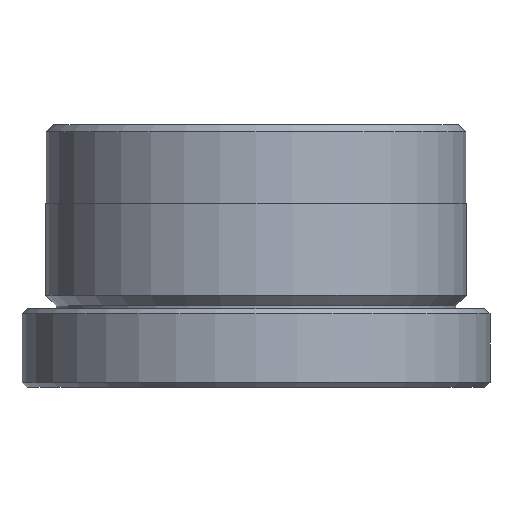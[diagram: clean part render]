
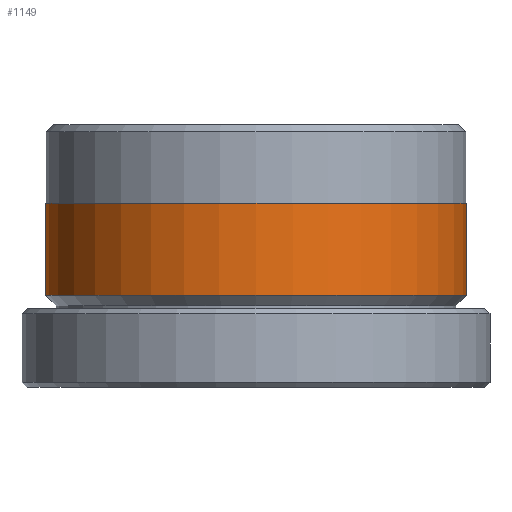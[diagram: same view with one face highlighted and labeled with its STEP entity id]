
A CAD part, front view. The second image highlights one B-rep face of the part: STEP entity #1149.
In plain terms, the highlighted cylindrical face has radius 8 mm (diameter 16 mm), a partial arc.
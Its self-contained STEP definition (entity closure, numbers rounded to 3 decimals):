
#190 = ORIENTED_EDGE ( 'NONE', *, *, #1747, .F. ) ;
#385 = DIRECTION ( 'NONE',  ( 0., 0., 1. ) ) ;
#387 = DIRECTION ( 'NONE',  ( 0., 0., -1. ) ) ;
#732 = VERTEX_POINT ( 'NONE', #1658 ) ;
#755 = ORIENTED_EDGE ( 'NONE', *, *, #1779, .F. ) ;
#809 = FACE_OUTER_BOUND ( 'NONE', #1952, .T. ) ;
#841 = AXIS2_PLACEMENT_3D ( 'NONE', #2180, #387, #920 ) ;
#900 = CIRCLE ( 'NONE', #1280, 8. ) ;
#919 = CARTESIAN_POINT ( 'NONE',  ( 8., 0., 7. ) ) ;
#920 = DIRECTION ( 'NONE',  ( -1., 0., 0. ) ) ;
#1029 = CARTESIAN_POINT ( 'NONE',  ( 8., 0., 10. ) ) ;
#1061 = EDGE_CURVE ( 'NONE', #1831, #1957, #1733, .T. ) ;
#1073 = EDGE_CURVE ( 'NONE', #732, #1121, #2208, .T. ) ;
#1097 = CARTESIAN_POINT ( 'NONE',  ( -8., 0., 3.5 ) ) ;
#1121 = VERTEX_POINT ( 'NONE', #1097 ) ;
#1127 = DIRECTION ( 'NONE',  ( 1., 0., 0. ) ) ;
#1149 = ADVANCED_FACE ( 'NONE', ( #809 ), #2163, .T. ) ;
#1210 = DIRECTION ( 'NONE',  ( 0., 0., -1. ) ) ;
#1280 = AXIS2_PLACEMENT_3D ( 'NONE', #2130, #385, #1127 ) ;
#1353 = DIRECTION ( 'NONE',  ( 0., 0., -1. ) ) ;
#1387 = DIRECTION ( 'NONE',  ( -1., 0., 0. ) ) ;
#1391 = CARTESIAN_POINT ( 'NONE',  ( -8., 0., 10. ) ) ;
#1410 = ORIENTED_EDGE ( 'NONE', *, *, #1061, .F. ) ;
#1522 = AXIS2_PLACEMENT_3D ( 'NONE', #1545, #2217, #1387 ) ;
#1530 = CIRCLE ( 'NONE', #1522, 8. ) ;
#1541 = ORIENTED_EDGE ( 'NONE', *, *, #1073, .T. ) ;
#1545 = CARTESIAN_POINT ( 'NONE',  ( 0., 0., 3.5 ) ) ;
#1658 = CARTESIAN_POINT ( 'NONE',  ( -8., 0., 7. ) ) ;
#1673 = VECTOR ( 'NONE', #1353, 1000. ) ;
#1733 = LINE ( 'NONE', #1029, #1673 ) ;
#1747 = EDGE_CURVE ( 'NONE', #1957, #1121, #1530, .T. ) ;
#1779 = EDGE_CURVE ( 'NONE', #732, #1831, #900, .T. ) ;
#1831 = VERTEX_POINT ( 'NONE', #919 ) ;
#1952 = EDGE_LOOP ( 'NONE', ( #1410, #755, #1541, #190 ) ) ;
#1957 = VERTEX_POINT ( 'NONE', #2192 ) ;
#2130 = CARTESIAN_POINT ( 'NONE',  ( 0., 0., 7. ) ) ;
#2157 = VECTOR ( 'NONE', #1210, 1000. ) ;
#2163 = CYLINDRICAL_SURFACE ( 'NONE', #841, 8. ) ;
#2180 = CARTESIAN_POINT ( 'NONE',  ( 0., 0., 10. ) ) ;
#2192 = CARTESIAN_POINT ( 'NONE',  ( 8., 0., 3.5 ) ) ;
#2208 = LINE ( 'NONE', #1391, #2157 ) ;
#2217 = DIRECTION ( 'NONE',  ( 0., 0., -1. ) ) ;
